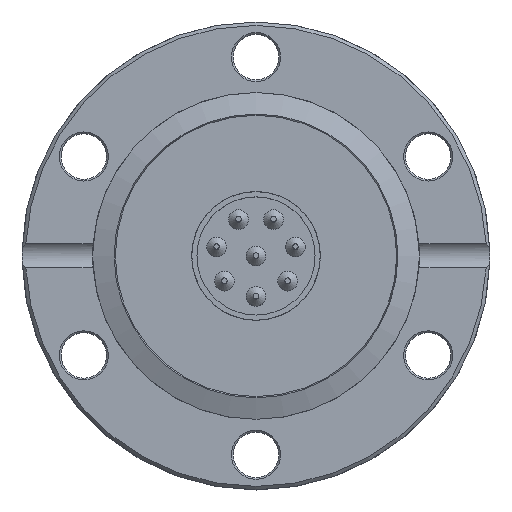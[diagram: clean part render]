
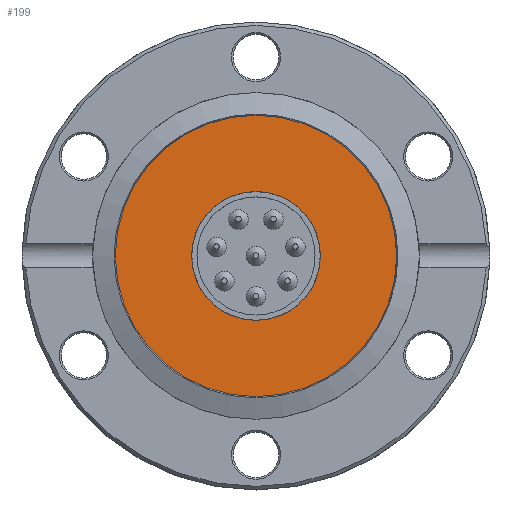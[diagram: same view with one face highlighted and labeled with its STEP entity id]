
A CAD part, top view. The second image highlights one B-rep face of the part: STEP entity #199.
In plain terms, the highlighted planar face has unit normal (0, 0, 1).
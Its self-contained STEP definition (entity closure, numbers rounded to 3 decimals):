
#199 = ADVANCED_FACE( '', ( #492, #493 ), #494, .T. );
#492 = FACE_OUTER_BOUND( '', #924, .T. );
#493 = FACE_BOUND( '', #925, .T. );
#494 = PLANE( '', #926 );
#924 = EDGE_LOOP( '', ( #1417 ) );
#925 = EDGE_LOOP( '', ( #1418 ) );
#926 = AXIS2_PLACEMENT_3D( '', #1419, #1420, #1421 );
#1417 = ORIENTED_EDGE( '', *, *, #1963, .T. );
#1418 = ORIENTED_EDGE( '', *, *, #1913, .T. );
#1419 = CARTESIAN_POINT( '', ( 0., 0., 5.182 ) );
#1420 = DIRECTION( '', ( 0., 0., 1. ) );
#1421 = DIRECTION( '', ( 1., 0., 0. ) );
#1913 = EDGE_CURVE( '', #2165, #2165, #2166, .F. );
#1963 = EDGE_CURVE( '', #2245, #2245, #2246, .T. );
#2165 = VERTEX_POINT( '', #2505 );
#2166 = CIRCLE( '', #2506, 9.512 );
#2245 = VERTEX_POINT( '', #2617 );
#2246 = CIRCLE( '', #2618, 20.77 );
#2505 = CARTESIAN_POINT( '', ( 9.512, 0., 5.182 ) );
#2506 = AXIS2_PLACEMENT_3D( '', #2916, #2917, #2918 );
#2617 = CARTESIAN_POINT( '', ( 20.77, 0., 5.182 ) );
#2618 = AXIS2_PLACEMENT_3D( '', #3003, #3004, #3005 );
#2916 = CARTESIAN_POINT( '', ( 0., 0., 5.182 ) );
#2917 = DIRECTION( '', ( 0., 0., 1. ) );
#2918 = DIRECTION( '', ( 1., 0., 0. ) );
#3003 = CARTESIAN_POINT( '', ( 0., 0., 5.182 ) );
#3004 = DIRECTION( '', ( 0., 0., 1. ) );
#3005 = DIRECTION( '', ( 1., 0., 0. ) );
